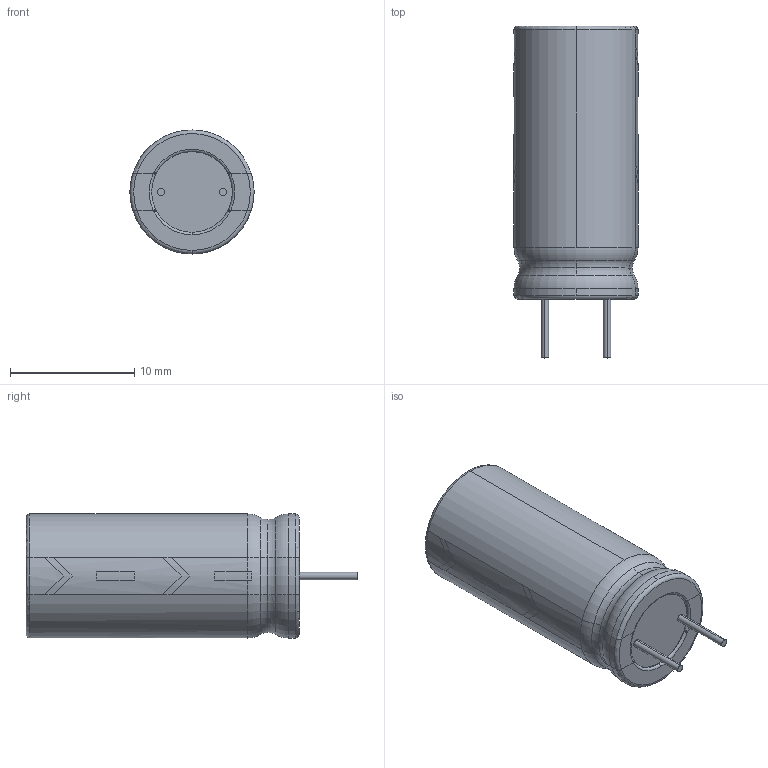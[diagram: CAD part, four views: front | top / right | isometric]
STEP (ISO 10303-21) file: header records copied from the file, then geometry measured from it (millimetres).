
FILE_DESCRIPTION (( 'STEP AP214' ), '1' );
FILE_NAME ('El_5_10_22_Black.STEP', '2023-07-15T16:10:24', ( 'Yurii' ), ( '' ), 'SwSTEP 2.0', 'SolidWorks 2019', '' );
FILE_SCHEMA (( 'AUTOMOTIVE_DESIGN' ));
Length unit declared in the file: millimetre
Products named in the file (1): El_5_10_22_Black
Bounding box: 10 x 26.75 x 10 mm (x, y, z)
Volume: 1690.8 mm3; surface area: 868.1 mm2
Topology: 1 solids, 1 shells, 110 faces, 272 edges, 168 vertices
Faces by surface type: torus 50, cylinder 44, plane 16
Entity records: 4716 total; most frequent: CARTESIAN_POINT 871, DIRECTION 586, ORIENTED_EDGE 544, EDGE_CURVE 272, AXIS2_PLACEMENT_3D 259, VERTEX_POINT 168, CIRCLE 148, EDGE_LOOP 114
